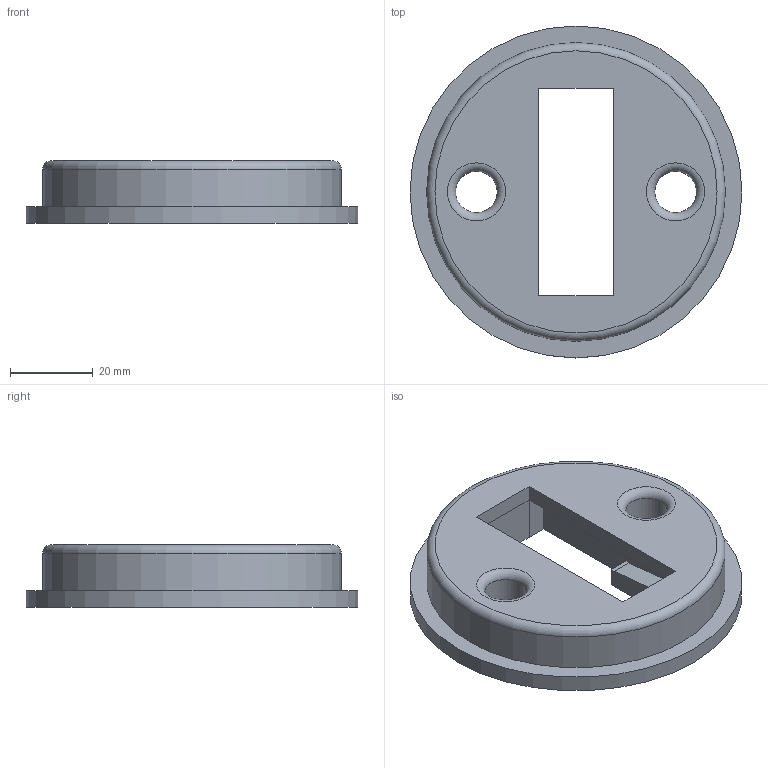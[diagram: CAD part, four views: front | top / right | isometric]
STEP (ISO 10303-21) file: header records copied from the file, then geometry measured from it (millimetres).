
FILE_DESCRIPTION(('FreeCAD Model'),'2;1');
FILE_NAME('Open CASCADE Shape Model','2024-05-11T11:46:15',('Author'),( ''),'Open CASCADE STEP processor 7.6','FreeCAD','Unknown');
FILE_SCHEMA(('AUTOMOTIVE_DESIGN { 1 0 10303 214 1 1 1 1 }'));
Length unit declared in the file: millimetre
Products named in the file (1): Fillet001
Bounding box: 80 x 80 x 15 mm (x, y, z)
Volume: 44427.3 mm3; surface area: 14759.1 mm2
Topology: 1 solids, 1 shells, 39 faces, 89 edges, 53 vertices
Faces by surface type: plane 30, torus 5, cylinder 4
Full cylindrical faces by diameter (mm): 10 x2, 72 x1, 80 x1
Entity records: 1103 total; most frequent: DIRECTION 187, CARTESIAN_POINT 182, ORIENTED_EDGE 178, EDGE_CURVE 89, LINE 71, VECTOR 71, AXIS2_PLACEMENT_3D 58, VERTEX_POINT 53
